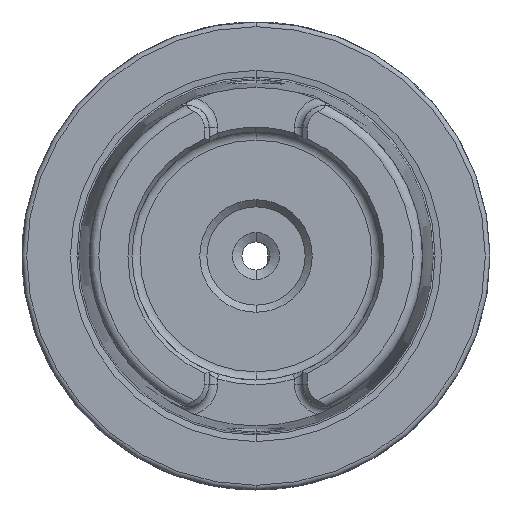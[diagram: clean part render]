
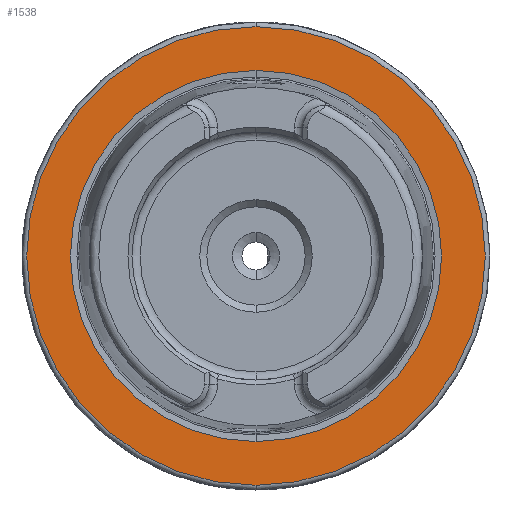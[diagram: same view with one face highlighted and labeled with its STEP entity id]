
A CAD part, left-side view. The second image highlights one B-rep face of the part: STEP entity #1538.
In plain terms, the highlighted planar face has unit normal (-1, 0, 0).
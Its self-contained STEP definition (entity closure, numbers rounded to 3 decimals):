
#174 = VERTEX_POINT ( 'NONE', #6149 ) ;
#242 = AXIS2_PLACEMENT_3D ( 'NONE', #2405, #7277, #3633 ) ;
#959 = DIRECTION ( 'NONE',  ( 1., 0., 0. ) ) ;
#1012 = CARTESIAN_POINT ( 'NONE',  ( 0., 0., -49. ) ) ;
#1035 = DIRECTION ( 'NONE',  ( 0., 0., -1. ) ) ;
#1080 = VERTEX_POINT ( 'NONE', #4169 ) ;
#1183 = FACE_OUTER_BOUND ( 'NONE', #3860, .T. ) ;
#1251 = DIRECTION ( 'NONE',  ( 1., 0., 0. ) ) ;
#1538 = ADVANCED_FACE ( 'NONE', ( #7880, #1183 ), #1827, .T. ) ;
#1635 = VERTEX_POINT ( 'NONE', #5406 ) ;
#1787 = CARTESIAN_POINT ( 'NONE',  ( 0., 39.647, 0. ) ) ;
#1827 = PLANE ( 'NONE',  #2638 ) ;
#2188 = CARTESIAN_POINT ( 'NONE',  ( 0., 0., 0. ) ) ;
#2405 = CARTESIAN_POINT ( 'NONE',  ( 0., 0., 0. ) ) ;
#2450 = EDGE_CURVE ( 'NONE', #1635, #1080, #4827, .T. ) ;
#2509 = DIRECTION ( 'NONE',  ( -1., 0., 0. ) ) ;
#2638 = AXIS2_PLACEMENT_3D ( 'NONE', #1787, #2509, #4839 ) ;
#3023 = DIRECTION ( 'NONE',  ( 0., 0., -1. ) ) ;
#3166 = AXIS2_PLACEMENT_3D ( 'NONE', #5826, #959, #3379 ) ;
#3365 = EDGE_CURVE ( 'NONE', #1080, #1635, #3794, .T. ) ;
#3379 = DIRECTION ( 'NONE',  ( 0., 0., -1. ) ) ;
#3633 = DIRECTION ( 'NONE',  ( 0., 0., -1. ) ) ;
#3714 = EDGE_CURVE ( 'NONE', #6015, #174, #4186, .T. ) ;
#3740 = CARTESIAN_POINT ( 'NONE',  ( 0., 0., 0. ) ) ;
#3794 = CIRCLE ( 'NONE', #242, 39.647 ) ;
#3860 = EDGE_LOOP ( 'NONE', ( #6771, #4067 ) ) ;
#4067 = ORIENTED_EDGE ( 'NONE', *, *, #7304, .F. ) ;
#4169 = CARTESIAN_POINT ( 'NONE',  ( 0., 0., -39.647 ) ) ;
#4186 = CIRCLE ( 'NONE', #6986, 49. ) ;
#4530 = ORIENTED_EDGE ( 'NONE', *, *, #3365, .T. ) ;
#4827 = CIRCLE ( 'NONE', #3166, 39.647 ) ;
#4839 = DIRECTION ( 'NONE',  ( 0., 0., 1. ) ) ;
#5118 = AXIS2_PLACEMENT_3D ( 'NONE', #2188, #7048, #1035 ) ;
#5255 = CIRCLE ( 'NONE', #5118, 49. ) ;
#5406 = CARTESIAN_POINT ( 'NONE',  ( 0., 0., 39.647 ) ) ;
#5826 = CARTESIAN_POINT ( 'NONE',  ( 0., 0., 0. ) ) ;
#6015 = VERTEX_POINT ( 'NONE', #1012 ) ;
#6149 = CARTESIAN_POINT ( 'NONE',  ( 0., 0., 49. ) ) ;
#6771 = ORIENTED_EDGE ( 'NONE', *, *, #3714, .F. ) ;
#6933 = EDGE_LOOP ( 'NONE', ( #7324, #4530 ) ) ;
#6986 = AXIS2_PLACEMENT_3D ( 'NONE', #3740, #1251, #3023 ) ;
#7048 = DIRECTION ( 'NONE',  ( 1., 0., 0. ) ) ;
#7277 = DIRECTION ( 'NONE',  ( 1., 0., 0. ) ) ;
#7304 = EDGE_CURVE ( 'NONE', #174, #6015, #5255, .T. ) ;
#7324 = ORIENTED_EDGE ( 'NONE', *, *, #2450, .T. ) ;
#7880 = FACE_BOUND ( 'NONE', #6933, .T. ) ;
